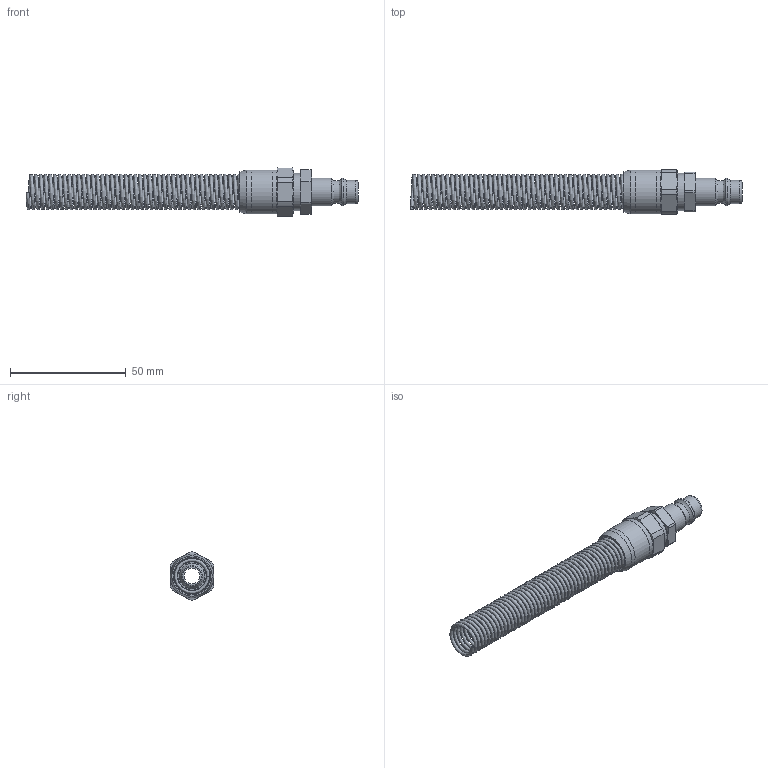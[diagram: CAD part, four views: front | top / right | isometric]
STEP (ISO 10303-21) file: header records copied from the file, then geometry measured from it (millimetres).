
FILE_DESCRIPTION((''),'2;1');
FILE_NAME('26sfkk12mxx.stp','2012-08-09T08:18:31',('AS035480'),(''),'Autodesk Inventor 2011','Autodesk Inventor 2011','');
FILE_SCHEMA(('AUTOMOTIVE_DESIGN { 1 0 10303 214 1 1 1 1 }'));
Length unit declared in the file: millimetre
Products named in the file (4): D103137; D103133; D103135; D103136
Assembly tree (3 placements, depth 2):
  D103137
    D103133
    D103135
    D103136
Bounding box: 143.4 x 19 x 20.74 mm (x, y, z)
Volume: 9760.4 mm3; surface area: 15293.4 mm2
Topology: 3 solids, 3 shells, 95 faces, 197 edges, 117 vertices
Faces by surface type: cone 30, cylinder 29, plane 27, torus 8, bspline 1
Full cylindrical faces by diameter (mm): 6.9 x1, 7.85 x1, 9 x1, 9.45 x1, 9.75 x1, 10 x1, 11 x1, 12 x2, 12.25 x1, 14.6 x1, 14.92 x1, 15.25 x1, 16 x1, 18.98 x1, 19 x2
Entity records: 9225 total; most frequent: CARTESIAN_POINT 7286, DIRECTION 410, ORIENTED_EDGE 330, AXIS2_PLACEMENT_3D 193, EDGE_CURVE 165, EDGE_LOOP 139, VERTEX_POINT 116, FACE_OUTER_BOUND 95
